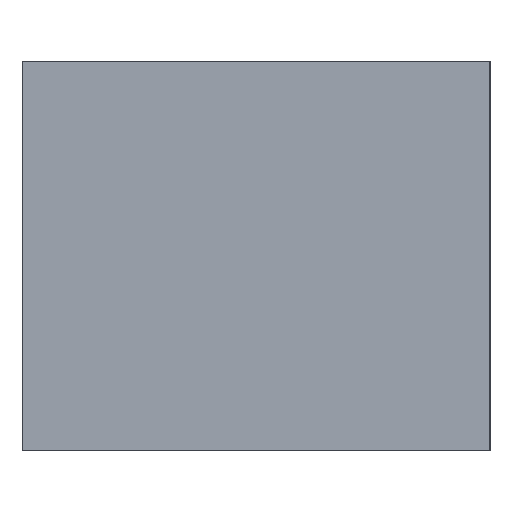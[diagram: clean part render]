
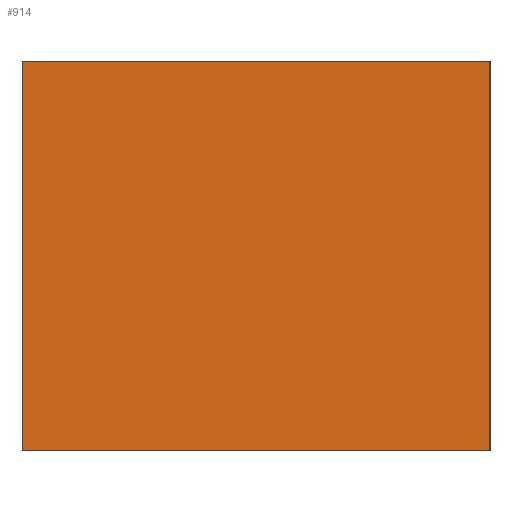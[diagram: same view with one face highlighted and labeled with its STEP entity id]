
A CAD part, left-side view. The second image highlights one B-rep face of the part: STEP entity #914.
In plain terms, the highlighted planar face has unit normal (-1, 0, 0).
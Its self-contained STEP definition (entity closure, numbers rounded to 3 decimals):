
#39=FACE_OUTER_BOUND('',#89,.T.);
#89=EDGE_LOOP('',(#627,#628,#629,#630));
#154=LINE('',#1297,#269);
#161=LINE('',#1314,#276);
#164=LINE('',#1321,#279);
#165=LINE('',#1322,#280);
#269=VECTOR('',#1050,5.);
#276=VECTOR('',#1061,5.);
#279=VECTOR('',#1068,6.);
#280=VECTOR('',#1069,6.);
#400=VERTEX_POINT('',#1294);
#401=VERTEX_POINT('',#1296);
#408=VERTEX_POINT('',#1311);
#409=VERTEX_POINT('',#1313);
#486=EDGE_CURVE('',#400,#401,#154,.T.);
#494=EDGE_CURVE('',#409,#408,#161,.T.);
#498=EDGE_CURVE('',#400,#409,#164,.T.);
#499=EDGE_CURVE('',#401,#408,#165,.T.);
#627=ORIENTED_EDGE('',*,*,#486,.F.);
#628=ORIENTED_EDGE('',*,*,#498,.T.);
#629=ORIENTED_EDGE('',*,*,#494,.T.);
#630=ORIENTED_EDGE('',*,*,#499,.F.);
#871=PLANE('',#982);
#914=ADVANCED_FACE('',(#39),#871,.T.);
#982=AXIS2_PLACEMENT_3D('',#1320,#1066,#1067);
#1050=DIRECTION('',(0.,0.,1.));
#1061=DIRECTION('',(0.,0.,1.));
#1066=DIRECTION('center_axis',(-1.,0.,0.));
#1067=DIRECTION('ref_axis',(0.,0.,1.));
#1068=DIRECTION('',(0.,-1.,0.));
#1069=DIRECTION('',(0.,-1.,0.));
#1294=CARTESIAN_POINT('',(-30.,0.,-2.5));
#1296=CARTESIAN_POINT('',(-30.,0.,2.5));
#1297=CARTESIAN_POINT('',(-30.,0.,-2.5));
#1311=CARTESIAN_POINT('',(-30.,-6.,2.5));
#1313=CARTESIAN_POINT('',(-30.,-6.,-2.5));
#1314=CARTESIAN_POINT('',(-30.,-6.,-2.5));
#1320=CARTESIAN_POINT('Origin',(-30.,0.,-2.5));
#1321=CARTESIAN_POINT('',(-30.,0.,-2.5));
#1322=CARTESIAN_POINT('',(-30.,0.,2.5));
